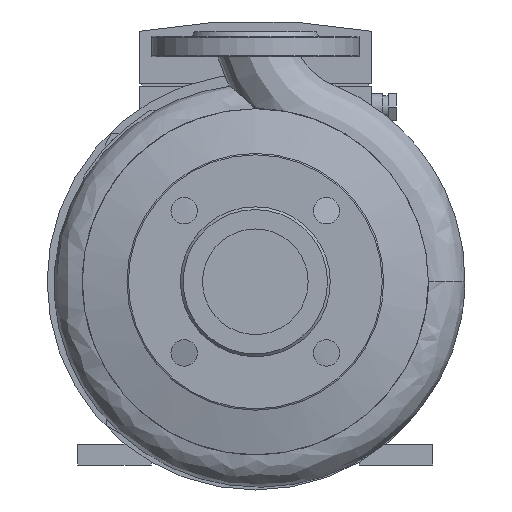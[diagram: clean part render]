
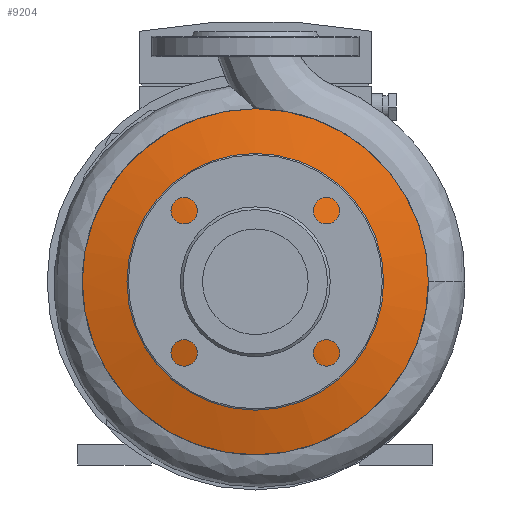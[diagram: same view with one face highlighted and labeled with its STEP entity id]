
A CAD part, left-side view. The second image highlights one B-rep face of the part: STEP entity #9204.
In plain terms, the highlighted conical face has half-angle 75.787 degrees and reference radius 88.865 mm.
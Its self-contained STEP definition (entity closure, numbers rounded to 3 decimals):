
#35=CONICAL_SURFACE('',#10130,88.865,1.323);
#337=FACE_BOUND('',#2240,.T.);
#731=CIRCLE('',#10075,124.68);
#760=CIRCLE('',#10131,53.05);
#1595=FACE_OUTER_BOUND('',#2239,.T.);
#2239=EDGE_LOOP('',(#8645));
#2240=EDGE_LOOP('',(#8646));
#4725=VERTEX_POINT('',#18324);
#4768=VERTEX_POINT('',#19588);
#5991=EDGE_CURVE('',#4725,#4725,#731,.T.);
#6062=EDGE_CURVE('',#4768,#4768,#760,.T.);
#8645=ORIENTED_EDGE('',*,*,#6062,.F.);
#8646=ORIENTED_EDGE('',*,*,#5991,.T.);
#9204=ADVANCED_FACE('',(#1595,#337),#35,.T.);
#10075=AXIS2_PLACEMENT_3D('',#18325,#12613,#12614);
#10130=AXIS2_PLACEMENT_3D('',#19587,#12744,#12745);
#10131=AXIS2_PLACEMENT_3D('',#19589,#12746,#12747);
#12613=DIRECTION('center_axis',(-1.,0.,0.));
#12614=DIRECTION('ref_axis',(0.,0.,1.));
#12744=DIRECTION('center_axis',(1.,0.,0.));
#12745=DIRECTION('ref_axis',(0.,0.,1.));
#12746=DIRECTION('center_axis',(-1.,0.,0.));
#12747=DIRECTION('ref_axis',(0.,0.,1.));
#18324=CARTESIAN_POINT('',(-31.857,0.,256.68));
#18325=CARTESIAN_POINT('Origin',(-31.857,0.,132.));
#19587=CARTESIAN_POINT('Origin',(-40.929,0.,132.));
#19588=CARTESIAN_POINT('',(-50.,0.,185.05));
#19589=CARTESIAN_POINT('Origin',(-50.,0.,132.));
